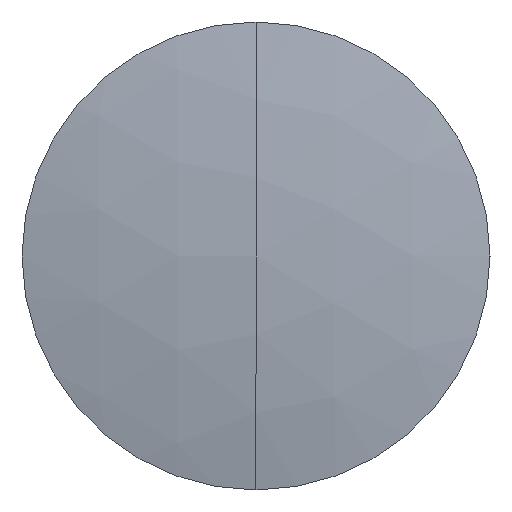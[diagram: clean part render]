
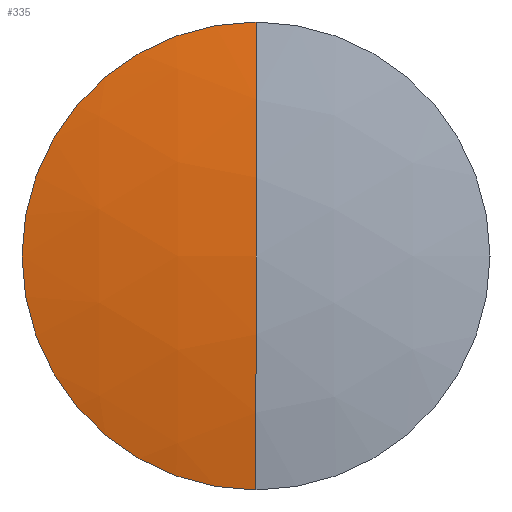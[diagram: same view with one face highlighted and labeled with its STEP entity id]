
A CAD part, left-side view. The second image highlights one B-rep face of the part: STEP entity #335.
In plain terms, the highlighted spherical face has radius 39.435 mm.
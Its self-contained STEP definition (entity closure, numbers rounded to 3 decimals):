
#12 = AXIS2_PLACEMENT_3D ( 'NONE', #110, #246, #89 ) ;
#16 = SPHERICAL_SURFACE ( 'NONE', #12, 39.435 ) ;
#18 = ORIENTED_EDGE ( 'NONE', *, *, #324, .T. ) ;
#31 = CARTESIAN_POINT ( 'NONE',  ( 28.973, 0., -8. ) ) ;
#45 = VERTEX_POINT ( 'NONE', #193 ) ;
#55 = CARTESIAN_POINT ( 'NONE',  ( 28.153, 0., 0. ) ) ;
#63 = DIRECTION ( 'NONE',  ( 0., -1., 0. ) ) ;
#64 = DIRECTION ( 'NONE',  ( -1., 0., 0. ) ) ;
#76 = DIRECTION ( 'NONE',  ( 0., 0., 1. ) ) ;
#78 = CIRCLE ( 'NONE', #328, 39.435 ) ;
#81 = VERTEX_POINT ( 'NONE', #31 ) ;
#86 = CARTESIAN_POINT ( 'NONE',  ( 67.588, 0., 0. ) ) ;
#87 = VERTEX_POINT ( 'NONE', #55 ) ;
#89 = DIRECTION ( 'NONE',  ( 0., 0., 1. ) ) ;
#99 = DIRECTION ( 'NONE',  ( 0., 1., 0. ) ) ;
#110 = CARTESIAN_POINT ( 'NONE',  ( 67.588, 0., 0. ) ) ;
#115 = CARTESIAN_POINT ( 'NONE',  ( 28.973, 0., 0. ) ) ;
#130 = CIRCLE ( 'NONE', #346, 39.435 ) ;
#146 = CIRCLE ( 'NONE', #318, 8. ) ;
#193 = CARTESIAN_POINT ( 'NONE',  ( 28.973, 0., 8. ) ) ;
#218 = EDGE_LOOP ( 'NONE', ( #18, #315, #336 ) ) ;
#220 = EDGE_CURVE ( 'NONE', #81, #87, #78, .T. ) ;
#221 = DIRECTION ( 'NONE',  ( 0., 0., -1. ) ) ;
#246 = DIRECTION ( 'NONE',  ( 0., 1., 0. ) ) ;
#250 = DIRECTION ( 'NONE',  ( 0., 0., 1. ) ) ;
#269 = FACE_OUTER_BOUND ( 'NONE', #218, .T. ) ;
#284 = CARTESIAN_POINT ( 'NONE',  ( 67.588, 0., 0. ) ) ;
#308 = EDGE_CURVE ( 'NONE', #45, #87, #130, .T. ) ;
#315 = ORIENTED_EDGE ( 'NONE', *, *, #220, .T. ) ;
#318 = AXIS2_PLACEMENT_3D ( 'NONE', #115, #64, #250 ) ;
#324 = EDGE_CURVE ( 'NONE', #45, #81, #146, .T. ) ;
#328 = AXIS2_PLACEMENT_3D ( 'NONE', #284, #99, #76 ) ;
#335 = ADVANCED_FACE ( 'NONE', ( #269 ), #16, .T. ) ;
#336 = ORIENTED_EDGE ( 'NONE', *, *, #308, .F. ) ;
#346 = AXIS2_PLACEMENT_3D ( 'NONE', #86, #63, #221 ) ;
